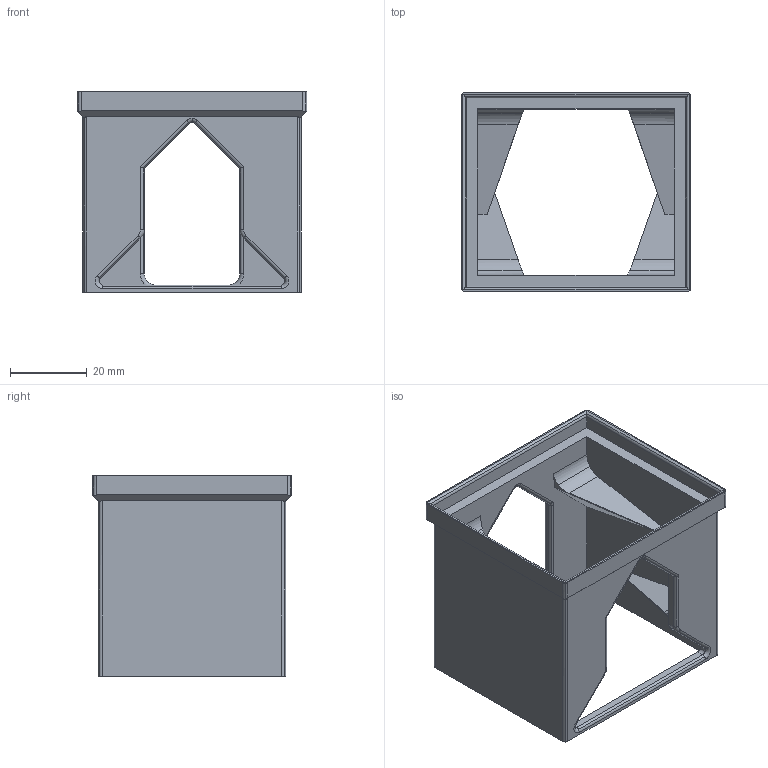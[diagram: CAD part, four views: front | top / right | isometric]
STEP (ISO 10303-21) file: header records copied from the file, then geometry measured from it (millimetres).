
FILE_DESCRIPTION(('STEP AP214'),'1');
FILE_NAME('tmp0.stp','2014-07-19T08:59:25',(' '),(' '),'Spatial InterOp 3D',' ',' ');
FILE_SCHEMA(('automotive_design'));
Length unit declared in the file: millimetre
Products named in the file (1): 1
Bounding box: 60 x 52 x 52.33 mm (x, y, z)
Volume: 26851 mm3; surface area: 20505.1 mm2
Topology: 1 solids, 1 shells, 186 faces, 475 edges, 290 vertices
Faces by surface type: cylinder 86, plane 73, torus 16, bspline 11
Entity records: 7327 total; most frequent: CARTESIAN_POINT 1236, DIRECTION 995, ORIENTED_EDGE 946, EDGE_CURVE 473, AXIS2_PLACEMENT_3D 355, VERTEX_POINT 290, LINE 285, VECTOR 285
